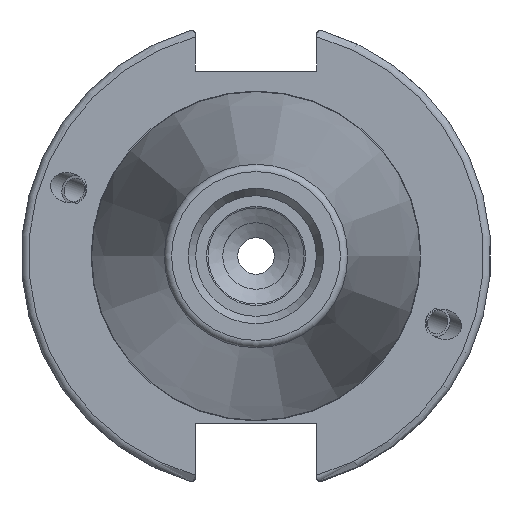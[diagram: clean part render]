
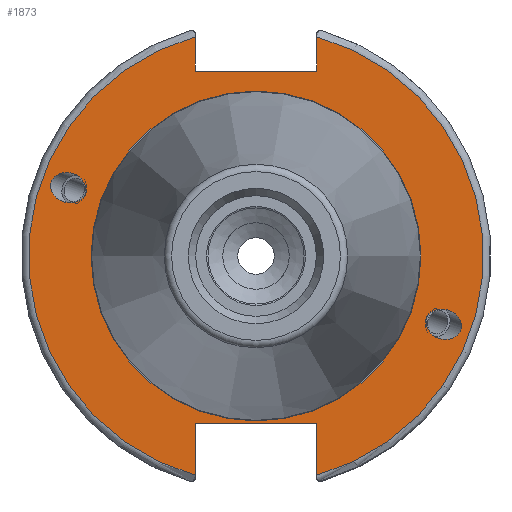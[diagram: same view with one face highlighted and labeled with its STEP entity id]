
A CAD part, left-side view. The second image highlights one B-rep face of the part: STEP entity #1873.
In plain terms, the highlighted planar face has unit normal (-1, 0, 0).
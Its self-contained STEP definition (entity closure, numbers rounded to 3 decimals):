
#39=ELLIPSE('',#2069,2.442,2.);
#48=ELLIPSE('',#2112,2.442,2.);
#60=PLANE('',#2122);
#110=FACE_BOUND('',#347,.T.);
#111=FACE_BOUND('',#348,.T.);
#112=FACE_BOUND('',#349,.T.);
#231=FACE_OUTER_BOUND('',#346,.T.);
#346=EDGE_LOOP('',(#1542,#1543,#1544,#1545,#1546,#1547,#1548,#1549));
#347=EDGE_LOOP('',(#1550));
#348=EDGE_LOOP('',(#1551));
#349=EDGE_LOOP('',(#1552));
#443=LINE('',#3393,#538);
#444=LINE('',#3395,#539);
#445=LINE('',#3397,#540);
#446=LINE('',#3401,#541);
#447=LINE('',#3403,#542);
#448=LINE('',#3404,#543);
#538=VECTOR('',#2614,10.);
#539=VECTOR('',#2615,10.);
#540=VECTOR('',#2616,10.);
#541=VECTOR('',#2619,10.);
#542=VECTOR('',#2620,10.);
#543=VECTOR('',#2621,10.);
#684=CIRCLE('',#2120,22.3);
#686=CIRCLE('',#2123,30.75);
#687=CIRCLE('',#2124,30.75);
#801=VERTEX_POINT('',#3186);
#841=VERTEX_POINT('',#3369);
#846=VERTEX_POINT('',#3384);
#847=VERTEX_POINT('',#3389);
#848=VERTEX_POINT('',#3390);
#849=VERTEX_POINT('',#3392);
#850=VERTEX_POINT('',#3394);
#851=VERTEX_POINT('',#3396);
#852=VERTEX_POINT('',#3398);
#853=VERTEX_POINT('',#3400);
#854=VERTEX_POINT('',#3402);
#1032=EDGE_CURVE('',#801,#801,#39,.T.);
#1088=EDGE_CURVE('',#841,#841,#48,.T.);
#1095=EDGE_CURVE('',#846,#846,#684,.T.);
#1097=EDGE_CURVE('',#847,#848,#686,.T.);
#1098=EDGE_CURVE('',#847,#849,#443,.T.);
#1099=EDGE_CURVE('',#849,#850,#444,.T.);
#1100=EDGE_CURVE('',#850,#851,#445,.T.);
#1101=EDGE_CURVE('',#852,#851,#687,.T.);
#1102=EDGE_CURVE('',#852,#853,#446,.T.);
#1103=EDGE_CURVE('',#853,#854,#447,.T.);
#1104=EDGE_CURVE('',#854,#848,#448,.T.);
#1542=ORIENTED_EDGE('',*,*,#1097,.F.);
#1543=ORIENTED_EDGE('',*,*,#1098,.T.);
#1544=ORIENTED_EDGE('',*,*,#1099,.T.);
#1545=ORIENTED_EDGE('',*,*,#1100,.T.);
#1546=ORIENTED_EDGE('',*,*,#1101,.F.);
#1547=ORIENTED_EDGE('',*,*,#1102,.T.);
#1548=ORIENTED_EDGE('',*,*,#1103,.T.);
#1549=ORIENTED_EDGE('',*,*,#1104,.T.);
#1550=ORIENTED_EDGE('',*,*,#1032,.T.);
#1551=ORIENTED_EDGE('',*,*,#1088,.T.);
#1552=ORIENTED_EDGE('',*,*,#1095,.F.);
#1873=ADVANCED_FACE('',(#231,#110,#111,#112),#60,.T.);
#2069=AXIS2_PLACEMENT_3D('',#3188,#2485,#2486);
#2112=AXIS2_PLACEMENT_3D('',#3371,#2588,#2589);
#2120=AXIS2_PLACEMENT_3D('',#3386,#2606,#2607);
#2122=AXIS2_PLACEMENT_3D('',#3388,#2610,#2611);
#2123=AXIS2_PLACEMENT_3D('',#3391,#2612,#2613);
#2124=AXIS2_PLACEMENT_3D('',#3399,#2617,#2618);
#2485=DIRECTION('center_axis',(1.,0.,0.));
#2486=DIRECTION('ref_axis',(0.,-0.94,-0.342));
#2588=DIRECTION('center_axis',(1.,0.,0.));
#2589=DIRECTION('ref_axis',(0.,0.94,0.342));
#2606=DIRECTION('center_axis',(-1.,0.,0.));
#2607=DIRECTION('ref_axis',(0.,-1.,0.));
#2610=DIRECTION('center_axis',(-1.,0.,0.));
#2611=DIRECTION('ref_axis',(0.,0.,1.));
#2612=DIRECTION('center_axis',(1.,0.,0.));
#2613=DIRECTION('ref_axis',(0.,-1.,0.));
#2614=DIRECTION('',(0.,0.,-1.));
#2615=DIRECTION('',(0.,1.,0.));
#2616=DIRECTION('',(0.,0.,1.));
#2617=DIRECTION('center_axis',(1.,0.,0.));
#2618=DIRECTION('ref_axis',(0.,1.,0.));
#2619=DIRECTION('',(0.,0.,1.));
#2620=DIRECTION('',(0.,-1.,0.));
#2621=DIRECTION('',(0.,0.,-1.));
#3186=CARTESIAN_POINT('',(3.175,-23.077,-8.399));
#3188=CARTESIAN_POINT('Origin',(3.175,-25.372,-9.235));
#3369=CARTESIAN_POINT('',(3.175,23.077,8.399));
#3371=CARTESIAN_POINT('Origin',(3.175,25.372,9.235));
#3384=CARTESIAN_POINT('',(3.175,0.,22.3));
#3386=CARTESIAN_POINT('Origin',(3.175,0.,0.));
#3388=CARTESIAN_POINT('Origin',(3.175,31.75,0.));
#3389=CARTESIAN_POINT('',(3.175,-8.19,29.639));
#3390=CARTESIAN_POINT('',(3.175,-8.19,-29.639));
#3391=CARTESIAN_POINT('Origin',(3.175,0.,0.));
#3392=CARTESIAN_POINT('',(3.175,-8.19,25.));
#3393=CARTESIAN_POINT('',(3.175,-8.19,12.5));
#3394=CARTESIAN_POINT('',(3.175,8.19,25.));
#3395=CARTESIAN_POINT('',(3.175,15.875,25.));
#3396=CARTESIAN_POINT('',(3.175,8.19,29.639));
#3397=CARTESIAN_POINT('',(3.175,8.19,12.5));
#3398=CARTESIAN_POINT('',(3.175,8.19,-29.639));
#3399=CARTESIAN_POINT('Origin',(3.175,0.,0.));
#3400=CARTESIAN_POINT('',(3.175,8.19,-22.6));
#3401=CARTESIAN_POINT('',(3.175,8.19,-11.3));
#3402=CARTESIAN_POINT('',(3.175,-8.19,-22.6));
#3403=CARTESIAN_POINT('',(3.175,15.875,-22.6));
#3404=CARTESIAN_POINT('',(3.175,-8.19,-11.3));
